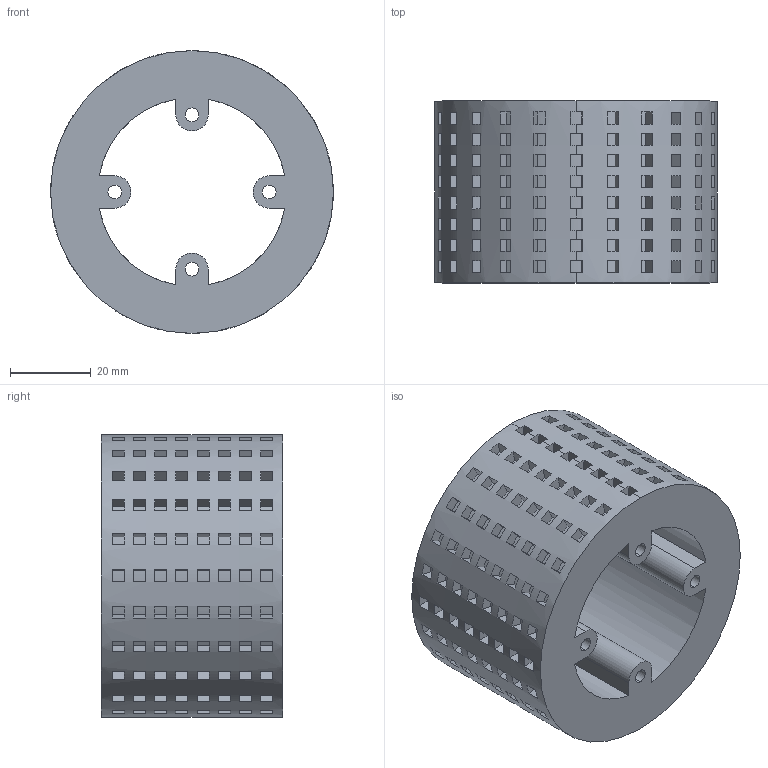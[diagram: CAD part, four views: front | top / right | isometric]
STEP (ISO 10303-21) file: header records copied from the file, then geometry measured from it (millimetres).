
FILE_DESCRIPTION (( 'STEP AP214' ), '1' );
FILE_NAME ('Rubber Wheel RimV3 3D.STEP', '2026-01-12T00:30:22', ( '' ), ( '' ), 'SwSTEP 2.0', 'SolidWorks 2025', '' );
FILE_SCHEMA (( 'AUTOMOTIVE_DESIGN' ));
Length unit declared in the file: millimetre
Products named in the file (1): Rubber Wheel RimV3 3D
Bounding box: 70 x 45 x 70 mm (x, y, z)
Volume: 95365.3 mm3; surface area: 29607.8 mm2
Topology: 1 solids, 1 shells, 999 faces, 2463 edges, 1642 vertices
Faces by surface type: plane 782, cylinder 217
Entity records: 29778 total; most frequent: DIRECTION 5321, CARTESIAN_POINT 5105, ORIENTED_EDGE 4926, EDGE_CURVE 2463, AXIS2_PLACEMENT_3D 1858, VERTEX_POINT 1642, VECTOR 1605, LINE 1605
